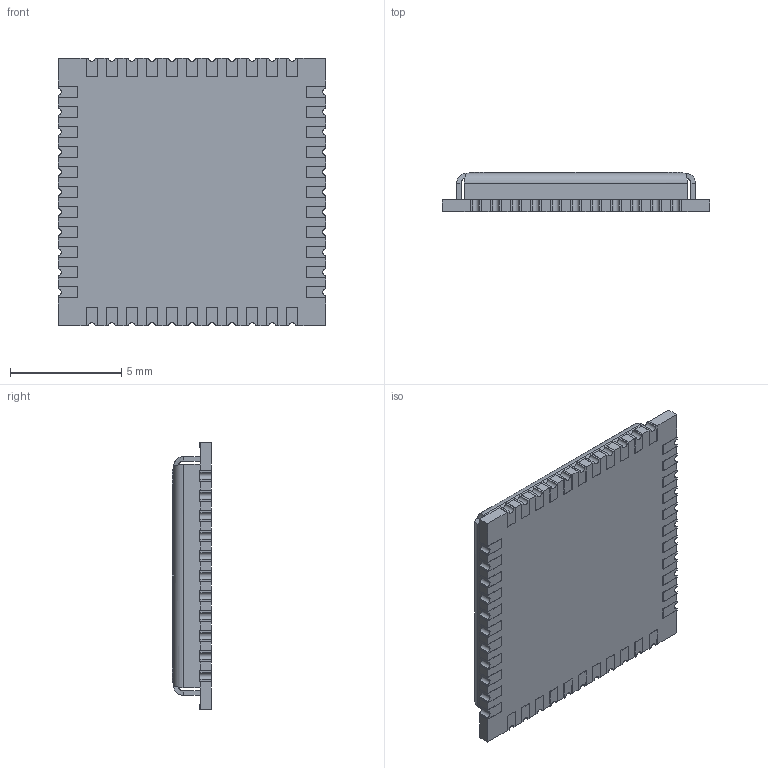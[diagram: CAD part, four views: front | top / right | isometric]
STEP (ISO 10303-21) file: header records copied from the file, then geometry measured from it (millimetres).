
FILE_DESCRIPTION (( 'STEP AP214' ), '1' );
FILE_NAME ('0D993828-6345-4597-A3E7-1083C9C752BF.STEP', '2024-04-16T10:10:49', ( '' ), ( '' ), 'SwSTEP 2.0', 'SolidWorks 2022', '' );
FILE_SCHEMA (( 'AUTOMOTIVE_DESIGN' ));
Length unit declared in the file: millimetre
Products named in the file (1): 0D993828-6345-4597-A3E7-1083C9C752BF
Bounding box: 12.02 x 1.78 x 12.02 mm (x, y, z)
Volume: 102.7 mm3; surface area: 612.2 mm2
Topology: 2 solids, 2 shells, 782 faces, 2152 edges, 1394 vertices
Faces by surface type: plane 487, bspline 165, cylinder 130
Entity records: 32698 total; most frequent: CARTESIAN_POINT 12470, ORIENTED_EDGE 4304, DIRECTION 3302, EDGE_CURVE 2152, LINE 1578, VECTOR 1578, VERTEX_POINT 1394, AXIS2_PLACEMENT_3D 862
